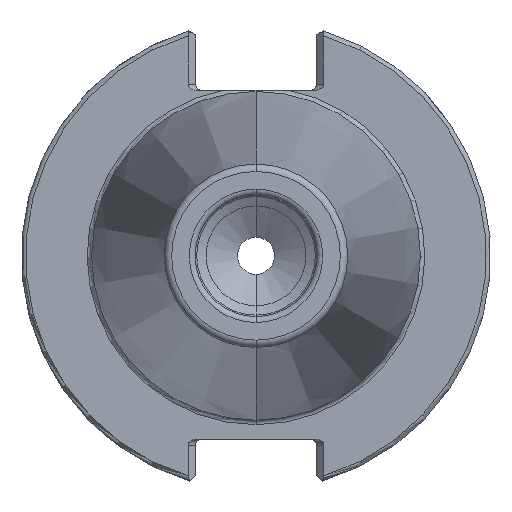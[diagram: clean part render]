
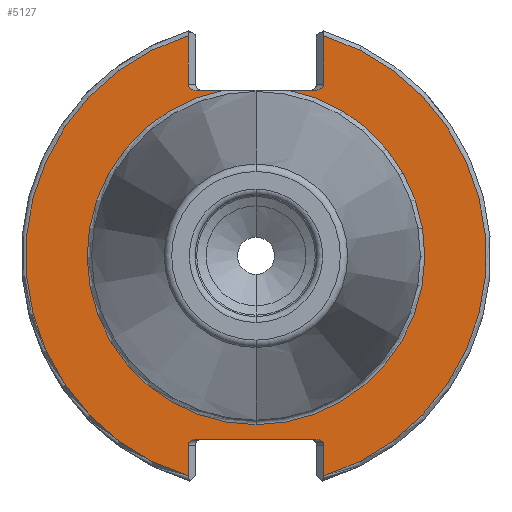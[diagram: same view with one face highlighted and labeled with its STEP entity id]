
A CAD part, left-side view. The second image highlights one B-rep face of the part: STEP entity #5127.
In plain terms, the highlighted planar face has unit normal (-1, 0, 0).
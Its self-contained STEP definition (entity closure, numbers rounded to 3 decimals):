
#12 = EDGE_CURVE ( 'NONE', #4836, #610, #1061, .T. ) ;
#239 = CARTESIAN_POINT ( 'NONE',  ( 3.175, 0., 0. ) ) ;
#262 = CARTESIAN_POINT ( 'NONE',  ( 3.175, -8.049, -24.8 ) ) ;
#273 = CARTESIAN_POINT ( 'NONE',  ( 3.175, 8.049, 22.4 ) ) ;
#282 =( BOUNDED_CURVE ( )  B_SPLINE_CURVE ( 3, ( #1582, #4079, #4924, #2406 ),
 .UNSPECIFIED., .F., .T. ) 
 B_SPLINE_CURVE_WITH_KNOTS ( ( 4, 4 ),
 ( 3.142, 4.712 ),
 .UNSPECIFIED. ) 
 CURVE ( )  GEOMETRIC_REPRESENTATION_ITEM ( )  RATIONAL_B_SPLINE_CURVE ( ( 1., 0.805, 0.805, 1. ) ) 
 REPRESENTATION_ITEM ( '' )  );
#311 = DIRECTION ( 'NONE',  ( 0., 0., -1. ) ) ;
#327 = ORIENTED_EDGE ( 'NONE', *, *, #3386, .F. ) ;
#337 = CARTESIAN_POINT ( 'NONE',  ( 3.175, 4.384, 22.4 ) ) ;
#404 = ORIENTED_EDGE ( 'NONE', *, *, #12, .T. ) ;
#422 = DIRECTION ( 'NONE',  ( 0., 0., 1. ) ) ;
#455 = CIRCLE ( 'NONE', #3330, 22.825 ) ;
#570 = VERTEX_POINT ( 'NONE', #4070 ) ;
#610 = VERTEX_POINT ( 'NONE', #3136 ) ;
#647 = ORIENTED_EDGE ( 'NONE', *, *, #3560, .T. ) ;
#655 = DIRECTION ( 'NONE',  ( 0., 0., 1. ) ) ;
#705 = LINE ( 'NONE', #1401, #3985 ) ;
#710 = DIRECTION ( 'NONE',  ( -1., 0., 0. ) ) ;
#714 = CARTESIAN_POINT ( 'NONE',  ( 3.175, 22.825, 22.4 ) ) ;
#729 = CARTESIAN_POINT ( 'NONE',  ( 3.175, -9.18, -24.8 ) ) ;
#770 = CARTESIAN_POINT ( 'NONE',  ( 3.175, 9.18, 29.767 ) ) ;
#795 = AXIS2_PLACEMENT_3D ( 'NONE', #2988, #3026, #3331 ) ;
#804 = VERTEX_POINT ( 'NONE', #1243 ) ;
#853 = EDGE_CURVE ( 'NONE', #1640, #804, #1621, .T. ) ;
#965 = DIRECTION ( 'NONE',  ( 0., 0., 1. ) ) ;
#978 = CARTESIAN_POINT ( 'NONE',  ( 3.175, 0., 0. ) ) ;
#1056 = CARTESIAN_POINT ( 'NONE',  ( 3.175, -8.711, -24.8 ) ) ;
#1061 =( BOUNDED_CURVE ( )  B_SPLINE_CURVE ( 3, ( #262, #1056, #3696, #1450 ),
 .UNSPECIFIED., .F., .F. ) 
 B_SPLINE_CURVE_WITH_KNOTS ( ( 4, 4 ),
 ( 4.712, 6.283 ),
 .UNSPECIFIED. ) 
 CURVE ( )  GEOMETRIC_REPRESENTATION_ITEM ( )  RATIONAL_B_SPLINE_CURVE ( ( 1., 0.805, 0.805, 1. ) ) 
 REPRESENTATION_ITEM ( '' )  );
#1099 = DIRECTION ( 'NONE',  ( 0., 1., 0. ) ) ;
#1107 = VECTOR ( 'NONE', #5168, 1000. ) ;
#1115 = VERTEX_POINT ( 'NONE', #770 ) ;
#1210 = EDGE_CURVE ( 'NONE', #3483, #570, #5152, .T. ) ;
#1243 = CARTESIAN_POINT ( 'NONE',  ( 3.175, 0., -22.825 ) ) ;
#1401 = CARTESIAN_POINT ( 'NONE',  ( 3.175, 9.18, 0. ) ) ;
#1450 = CARTESIAN_POINT ( 'NONE',  ( 3.175, -9.18, -25.6 ) ) ;
#1519 = EDGE_CURVE ( 'NONE', #2455, #3884, #5079, .T. ) ;
#1542 = CARTESIAN_POINT ( 'NONE',  ( 3.175, 22.825, 22.4 ) ) ;
#1582 = CARTESIAN_POINT ( 'NONE',  ( 3.175, 9.18, -25.6 ) ) ;
#1616 = EDGE_CURVE ( 'NONE', #2358, #4600, #3640, .T. ) ;
#1621 = CIRCLE ( 'NONE', #2849, 22.825 ) ;
#1640 = VERTEX_POINT ( 'NONE', #337 ) ;
#1713 = EDGE_CURVE ( 'NONE', #2569, #4600, #4355, .T. ) ;
#1771 = ORIENTED_EDGE ( 'NONE', *, *, #853, .F. ) ;
#1838 = EDGE_CURVE ( 'NONE', #1115, #2455, #4233, .T. ) ;
#1841 = CARTESIAN_POINT ( 'NONE',  ( 3.175, -9.18, 23.2 ) ) ;
#1898 = PLANE ( 'NONE',  #3190 ) ;
#1941 = CARTESIAN_POINT ( 'NONE',  ( 3.175, 8.049, 22.4 ) ) ;
#1951 = DIRECTION ( 'NONE',  ( 0., 1., 0. ) ) ;
#2011 = ORIENTED_EDGE ( 'NONE', *, *, #5250, .T. ) ;
#2050 = CARTESIAN_POINT ( 'NONE',  ( 3.175, 8.711, 22.4 ) ) ;
#2147 = ORIENTED_EDGE ( 'NONE', *, *, #2855, .T. ) ;
#2164 = CARTESIAN_POINT ( 'NONE',  ( 3.175, 9.18, 22.731 ) ) ;
#2171 = LINE ( 'NONE', #2227, #1107 ) ;
#2177 = LINE ( 'NONE', #714, #3044 ) ;
#2205 = CARTESIAN_POINT ( 'NONE',  ( 3.175, 9.18, 23.2 ) ) ;
#2213 = VERTEX_POINT ( 'NONE', #3879 ) ;
#2227 = CARTESIAN_POINT ( 'NONE',  ( 3.175, -9.18, -31.75 ) ) ;
#2247 = CARTESIAN_POINT ( 'NONE',  ( 3.175, -8.711, 22.4 ) ) ;
#2269 = ORIENTED_EDGE ( 'NONE', *, *, #1210, .T. ) ;
#2358 = VERTEX_POINT ( 'NONE', #4047 ) ;
#2365 = EDGE_CURVE ( 'NONE', #2213, #4520, #3901, .T. ) ;
#2391 = DIRECTION ( 'NONE',  ( 0., 0., 1. ) ) ;
#2406 = CARTESIAN_POINT ( 'NONE',  ( 3.175, 8.049, -24.8 ) ) ;
#2412 = ORIENTED_EDGE ( 'NONE', *, *, #4928, .F. ) ;
#2449 = CARTESIAN_POINT ( 'NONE',  ( 3.175, 9.18, -29.767 ) ) ;
#2455 = VERTEX_POINT ( 'NONE', #2449 ) ;
#2562 = EDGE_LOOP ( 'NONE', ( #4723, #2011, #647, #404, #327, #3038, #3546, #2702, #4013, #3486, #1771, #2147, #2269, #2412, #3919 ) ) ;
#2569 = VERTEX_POINT ( 'NONE', #3390 ) ;
#2692 = CARTESIAN_POINT ( 'NONE',  ( 3.175, 8.049, -24.8 ) ) ;
#2702 = ORIENTED_EDGE ( 'NONE', *, *, #4067, .T. ) ;
#2741 = DIRECTION ( 'NONE',  ( 1., 0., 0. ) ) ;
#2776 = VECTOR ( 'NONE', #4432, 1000. ) ;
#2849 = AXIS2_PLACEMENT_3D ( 'NONE', #978, #710, #965 ) ;
#2855 = EDGE_CURVE ( 'NONE', #1640, #3483, #2177, .T. ) ;
#2958 = CARTESIAN_POINT ( 'NONE',  ( 3.175, 9.18, -25.6 ) ) ;
#2988 = CARTESIAN_POINT ( 'NONE',  ( 3.175, 0., 0. ) ) ;
#3026 = DIRECTION ( 'NONE',  ( -1., 0., 0. ) ) ;
#3038 = ORIENTED_EDGE ( 'NONE', *, *, #1616, .T. ) ;
#3044 = VECTOR ( 'NONE', #1099, 1000. ) ;
#3084 = DIRECTION ( 'NONE',  ( -1., 0., 0. ) ) ;
#3136 = CARTESIAN_POINT ( 'NONE',  ( 3.175, -9.18, -25.6 ) ) ;
#3190 = AXIS2_PLACEMENT_3D ( 'NONE', #5245, #2741, #311 ) ;
#3238 = VECTOR ( 'NONE', #422, 1000. ) ;
#3330 = AXIS2_PLACEMENT_3D ( 'NONE', #239, #3084, #655 ) ;
#3331 = DIRECTION ( 'NONE',  ( 0., 0., 1. ) ) ;
#3347 = AXIS2_PLACEMENT_3D ( 'NONE', #4331, #4140, #2391 ) ;
#3386 = EDGE_CURVE ( 'NONE', #2358, #610, #2171, .T. ) ;
#3390 = CARTESIAN_POINT ( 'NONE',  ( 3.175, -9.18, 23.2 ) ) ;
#3476 = VERTEX_POINT ( 'NONE', #2692 ) ;
#3483 = VERTEX_POINT ( 'NONE', #273 ) ;
#3486 = ORIENTED_EDGE ( 'NONE', *, *, #4031, .F. ) ;
#3521 = CARTESIAN_POINT ( 'NONE',  ( 3.175, -4.384, 22.4 ) ) ;
#3546 = ORIENTED_EDGE ( 'NONE', *, *, #1713, .F. ) ;
#3560 = EDGE_CURVE ( 'NONE', #3476, #4836, #5012, .T. ) ;
#3640 = CIRCLE ( 'NONE', #3347, 31.15 ) ;
#3667 =( BOUNDED_CURVE ( )  B_SPLINE_CURVE ( 3, ( #1841, #4772, #2247, #5183 ),
 .UNSPECIFIED., .F., .F. ) 
 B_SPLINE_CURVE_WITH_KNOTS ( ( 4, 4 ),
 ( 3.142, 4.712 ),
 .UNSPECIFIED. ) 
 CURVE ( )  GEOMETRIC_REPRESENTATION_ITEM ( )  RATIONAL_B_SPLINE_CURVE ( ( 1., 0.805, 0.805, 1. ) ) 
 REPRESENTATION_ITEM ( '' )  );
#3696 = CARTESIAN_POINT ( 'NONE',  ( 3.175, -9.18, -25.131 ) ) ;
#3879 = CARTESIAN_POINT ( 'NONE',  ( 3.175, -8.049, 22.4 ) ) ;
#3884 = VERTEX_POINT ( 'NONE', #2958 ) ;
#3901 = LINE ( 'NONE', #1542, #5023 ) ;
#3919 = ORIENTED_EDGE ( 'NONE', *, *, #1838, .T. ) ;
#3985 = VECTOR ( 'NONE', #4293, 1000. ) ;
#4013 = ORIENTED_EDGE ( 'NONE', *, *, #2365, .T. ) ;
#4031 = EDGE_CURVE ( 'NONE', #804, #4520, #455, .T. ) ;
#4047 = CARTESIAN_POINT ( 'NONE',  ( 3.175, -9.18, -29.767 ) ) ;
#4067 = EDGE_CURVE ( 'NONE', #2569, #2213, #3667, .T. ) ;
#4070 = CARTESIAN_POINT ( 'NONE',  ( 3.175, 9.18, 23.2 ) ) ;
#4079 = CARTESIAN_POINT ( 'NONE',  ( 3.175, 9.18, -25.131 ) ) ;
#4104 = CARTESIAN_POINT ( 'NONE',  ( 3.175, -9.18, 0. ) ) ;
#4140 = DIRECTION ( 'NONE',  ( -1., 0., 0. ) ) ;
#4175 = FACE_OUTER_BOUND ( 'NONE', #2562, .T. ) ;
#4233 = CIRCLE ( 'NONE', #795, 31.15 ) ;
#4293 = DIRECTION ( 'NONE',  ( 0., 0., -1. ) ) ;
#4299 = CARTESIAN_POINT ( 'NONE',  ( 3.175, 9.18, -31.75 ) ) ;
#4318 = DIRECTION ( 'NONE',  ( 0., 0., 1. ) ) ;
#4331 = CARTESIAN_POINT ( 'NONE',  ( 3.175, 0., 0. ) ) ;
#4355 = LINE ( 'NONE', #4104, #3238 ) ;
#4432 = DIRECTION ( 'NONE',  ( 0., -1., 0. ) ) ;
#4520 = VERTEX_POINT ( 'NONE', #3521 ) ;
#4553 = CARTESIAN_POINT ( 'NONE',  ( 3.175, -8.049, -24.8 ) ) ;
#4600 = VERTEX_POINT ( 'NONE', #5242 ) ;
#4723 = ORIENTED_EDGE ( 'NONE', *, *, #1519, .T. ) ;
#4772 = CARTESIAN_POINT ( 'NONE',  ( 3.175, -9.18, 22.731 ) ) ;
#4812 = VECTOR ( 'NONE', #4318, 1000. ) ;
#4836 = VERTEX_POINT ( 'NONE', #4553 ) ;
#4924 = CARTESIAN_POINT ( 'NONE',  ( 3.175, 8.711, -24.8 ) ) ;
#4928 = EDGE_CURVE ( 'NONE', #1115, #570, #705, .T. ) ;
#5012 = LINE ( 'NONE', #729, #2776 ) ;
#5023 = VECTOR ( 'NONE', #1951, 1000. ) ;
#5079 = LINE ( 'NONE', #4299, #4812 ) ;
#5127 = ADVANCED_FACE ( 'NONE', ( #4175 ), #1898, .F. ) ;
#5152 =( BOUNDED_CURVE ( )  B_SPLINE_CURVE ( 3, ( #1941, #2050, #2164, #2205 ),
 .UNSPECIFIED., .F., .T. ) 
 B_SPLINE_CURVE_WITH_KNOTS ( ( 4, 4 ),
 ( 4.712, 6.283 ),
 .UNSPECIFIED. ) 
 CURVE ( )  GEOMETRIC_REPRESENTATION_ITEM ( )  RATIONAL_B_SPLINE_CURVE ( ( 1., 0.805, 0.805, 1. ) ) 
 REPRESENTATION_ITEM ( '' )  );
#5168 = DIRECTION ( 'NONE',  ( 0., 0., 1. ) ) ;
#5183 = CARTESIAN_POINT ( 'NONE',  ( 3.175, -8.049, 22.4 ) ) ;
#5242 = CARTESIAN_POINT ( 'NONE',  ( 3.175, -9.18, 29.767 ) ) ;
#5245 = CARTESIAN_POINT ( 'NONE',  ( 3.175, 22.825, 0. ) ) ;
#5250 = EDGE_CURVE ( 'NONE', #3884, #3476, #282, .T. ) ;
